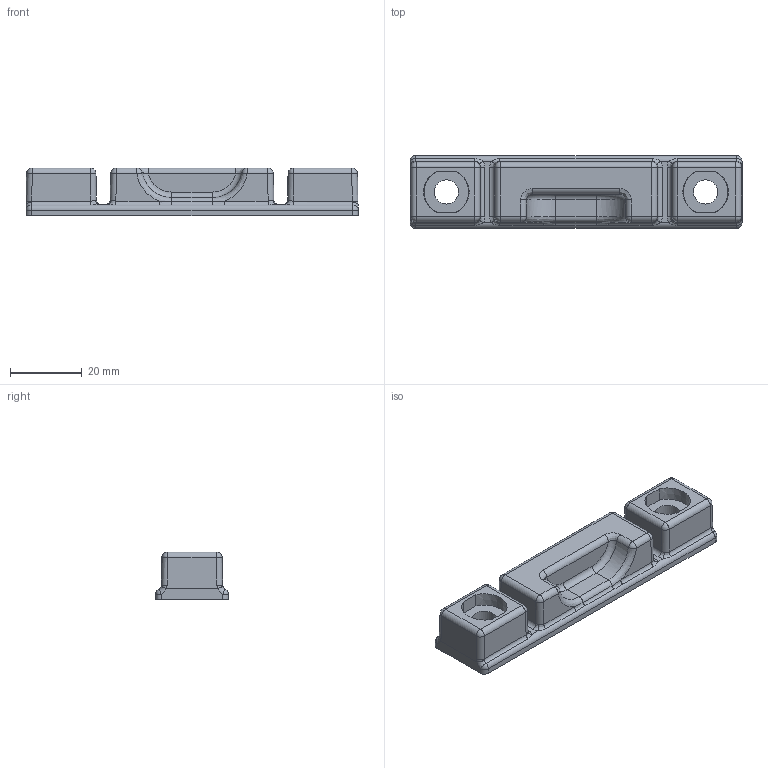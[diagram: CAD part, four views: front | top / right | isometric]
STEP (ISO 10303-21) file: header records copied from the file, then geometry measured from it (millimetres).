
FILE_DESCRIPTION((''),'2;1');
FILE_NAME('Battery Base.stp','2016-01-24T13:26:38',('Adam'),(''),'Autodesk Inventor 2013','Autodesk Inventor 2013','');
FILE_SCHEMA(('AUTOMOTIVE_DESIGN { 1 0 10303 214 1 1 1 1 }'));
Length unit declared in the file: inch
Products named in the file (1): Battery Base
Bounding box: 92.71 x 20.32 x 13.34 mm (x, y, z)
Volume: 17104 mm3; surface area: 7286.2 mm2
Topology: 1 solids, 1 shells, 137 faces, 319 edges, 172 vertices
Faces by surface type: cylinder 52, plane 31, bspline 26, sphere 18, torus 6, cone 4
Full cylindrical faces by diameter (mm): 6.756 x2
Entity records: 4461 total; most frequent: CARTESIAN_POINT 1475, DIRECTION 637, ORIENTED_EDGE 606, EDGE_CURVE 303, AXIS2_PLACEMENT_3D 262, VERTEX_POINT 172, EDGE_LOOP 145, FACE_OUTER_BOUND 137
